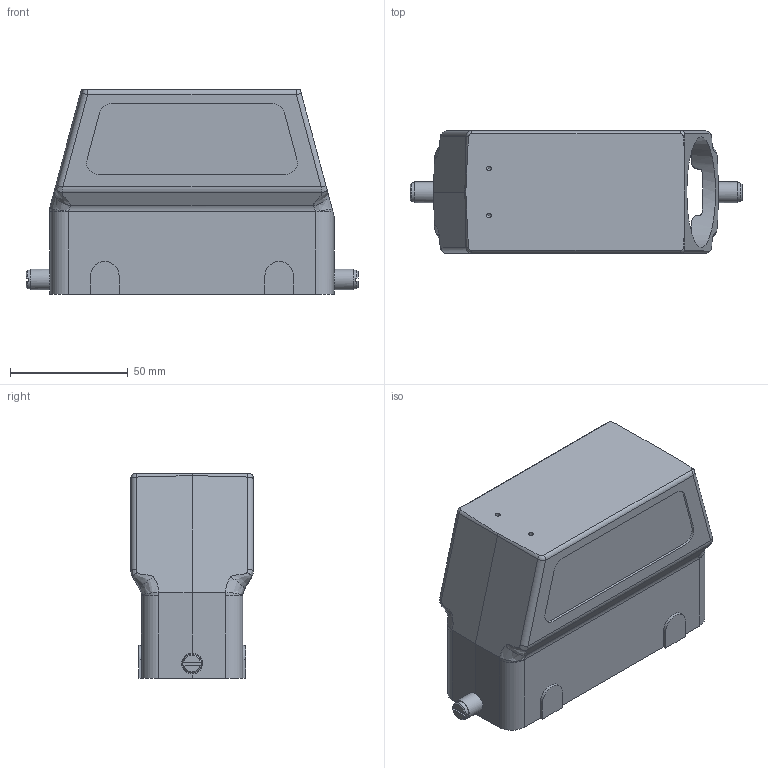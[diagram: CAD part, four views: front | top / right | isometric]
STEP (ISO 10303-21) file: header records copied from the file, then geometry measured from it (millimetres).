
FILE_DESCRIPTION(/* description */ (''),/* implementation_level */ '2;1');
FILE_NAME(/* name */ '100725990ugm000_b.stp',/* time_stamp */ '2019-07-31T15:44:10+02:00',/* author */ (''),/* organization */ (''),/* preprocessor_version */ 'ST-DEVELOPER v16.7',/* originating_system */ 'SIEMENS PLM Software NX 12.0',/* authorisation */ '');
FILE_SCHEMA (('AUTOMOTIVE_DESIGN { 1 0 10303 214 3 1 1 1 }'));
Length unit declared in the file: millimetre
Products named in the file (1): 100725990ugm000_b
Bounding box: 141 x 52.1 x 87 mm (x, y, z)
Volume: 128716.6 mm3; surface area: 59467.9 mm2
Topology: 1 solids, 1 shells, 353 faces, 905 edges, 572 vertices
Faces by surface type: plane 190, cylinder 105, bspline 34, torus 10, sphere 6, cone 6, extrusion 2
Full cylindrical faces by diameter (mm): 2 x2, 2.75 x1, 3 x4, 3.25 x1, 8 x2, 8.8 x2, 47 x1
Entity records: 12159 total; most frequent: CARTESIAN_POINT 2913, ORIENTED_EDGE 1752, DIRECTION 1720, EDGE_CURVE 876, AXIS2_PLACEMENT_3D 588, VERTEX_POINT 565, VECTOR 544, LINE 542
